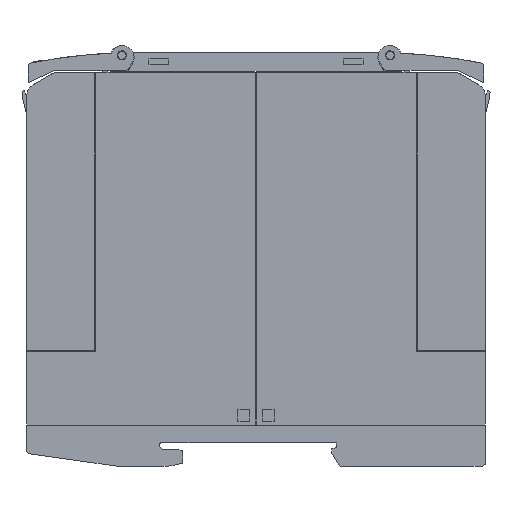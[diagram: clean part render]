
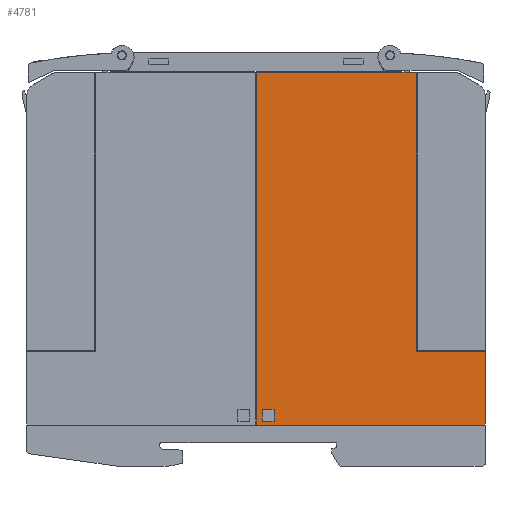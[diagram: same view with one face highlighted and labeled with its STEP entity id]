
A CAD part, left-side view. The second image highlights one B-rep face of the part: STEP entity #4781.
In plain terms, the highlighted planar face has unit normal (-1, 0, 0).
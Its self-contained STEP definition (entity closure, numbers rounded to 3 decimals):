
#4781=ADVANCED_FACE('',(#9751,#9752),#9753,.T.);
#9751=FACE_BOUND('',#14787,.T.);
#9752=FACE_OUTER_BOUND('',#14788,.T.);
#9753=PLANE('',#14789);
#14787=EDGE_LOOP('',(#29933,#29934,#29935,#29936));
#14788=EDGE_LOOP('',(#29937,#29938,#29939,#29940,#29941,#29942));
#14789=AXIS2_PLACEMENT_3D('',#29943,#29944,#29945);
#29933=ORIENTED_EDGE('',*,*,#36492,.T.);
#29934=ORIENTED_EDGE('',*,*,#36468,.T.);
#29935=ORIENTED_EDGE('',*,*,#36476,.T.);
#29936=ORIENTED_EDGE('',*,*,#36489,.T.);
#29937=ORIENTED_EDGE('',*,*,#32618,.T.);
#29938=ORIENTED_EDGE('',*,*,#32628,.T.);
#29939=ORIENTED_EDGE('',*,*,#36499,.T.);
#29940=ORIENTED_EDGE('',*,*,#36482,.F.);
#29941=ORIENTED_EDGE('',*,*,#36500,.T.);
#29942=ORIENTED_EDGE('',*,*,#36495,.T.);
#29943=CARTESIAN_POINT('',(0.0,25.949,9.001));
#29944=DIRECTION('',(-1.0,0.0,0.0));
#29945=DIRECTION('',(0.0,-1.0,0.0));
#32618=EDGE_CURVE('',#39813,#39817,#39819,.T.);
#32628=EDGE_CURVE('',#39817,#39837,#39838,.T.);
#36468=EDGE_CURVE('',#45524,#45522,#45525,.T.);
#36476=EDGE_CURVE('',#45522,#45533,#45535,.T.);
#36482=EDGE_CURVE('',#45544,#45546,#45547,.T.);
#36489=EDGE_CURVE('',#45533,#45556,#45558,.T.);
#36492=EDGE_CURVE('',#45556,#45524,#45561,.T.);
#36495=EDGE_CURVE('',#45564,#39813,#45565,.T.);
#36499=EDGE_CURVE('',#39837,#45546,#45570,.T.);
#36500=EDGE_CURVE('',#45544,#45564,#45571,.T.);
#39813=VERTEX_POINT('',#50819);
#39817=VERTEX_POINT('',#50825);
#39819=LINE('',#50828,#50829);
#39837=VERTEX_POINT('',#50855);
#39838=LINE('',#50856,#50857);
#45522=VERTEX_POINT('',#59432);
#45524=VERTEX_POINT('',#59435);
#45525=LINE('',#59436,#59437);
#45533=VERTEX_POINT('',#59449);
#45535=LINE('',#59452,#59453);
#45544=VERTEX_POINT('',#59465);
#45546=VERTEX_POINT('',#59468);
#45547=LINE('',#59469,#59470);
#45556=VERTEX_POINT('',#59483);
#45558=LINE('',#59486,#59487);
#45561=LINE('',#59491,#59492);
#45564=VERTEX_POINT('',#59495);
#45565=LINE('',#59496,#59497);
#45570=LINE('',#59504,#59505);
#45571=LINE('',#59506,#59507);
#50819=CARTESIAN_POINT('',(0.0,0.999,25.101));
#50825=CARTESIAN_POINT('',(0.0,16.099,25.101));
#50828=CARTESIAN_POINT('',(0.0,17.224,25.101));
#50829=VECTOR('',#61984,1.0);
#50855=CARTESIAN_POINT('',(0.0,16.099,85.801));
#50856=CARTESIAN_POINT('',(0.0,16.099,32.226));
#50857=VECTOR('',#61993,1.0);
#59432=CARTESIAN_POINT('',(0.0,46.999,12.401));
#59435=CARTESIAN_POINT('',(0.0,49.599,12.401));
#59436=CARTESIAN_POINT('',(0.0,37.124,12.401));
#59437=VECTOR('',#65701,1.0);
#59449=CARTESIAN_POINT('',(0.0,46.999,9.801));
#59452=CARTESIAN_POINT('',(0.0,46.999,10.051));
#59453=VECTOR('',#65707,1.0);
#59465=CARTESIAN_POINT('',(0.0,50.899,9.001));
#59468=CARTESIAN_POINT('',(0.0,50.899,85.801));
#59469=CARTESIAN_POINT('',(0.0,50.899,9.001));
#59470=VECTOR('',#65712,1.0);
#59483=CARTESIAN_POINT('',(0.0,49.599,9.801));
#59486=CARTESIAN_POINT('',(0.0,37.124,9.801));
#59487=VECTOR('',#65718,1.0);
#59491=CARTESIAN_POINT('',(0.0,49.599,10.051));
#59492=VECTOR('',#65720,1.0);
#59495=CARTESIAN_POINT('',(0.0,0.999,9.001));
#59496=CARTESIAN_POINT('',(0.0,0.999,9.001));
#59497=VECTOR('',#65721,1.0);
#59504=CARTESIAN_POINT('',(0.0,50.899,85.801));
#59505=VECTOR('',#65724,1.0);
#59506=CARTESIAN_POINT('',(0.0,50.899,9.001));
#59507=VECTOR('',#65725,1.0);
#61984=DIRECTION('',(0.0,1.0,-0.0));
#61993=DIRECTION('',(0.0,0.0,1.0));
#65701=DIRECTION('',(-0.0,-1.0,-0.0));
#65707=DIRECTION('',(-0.0,-0.0,-1.0));
#65712=DIRECTION('',(0.0,0.0,1.0));
#65718=DIRECTION('',(0.0,1.0,-0.0));
#65720=DIRECTION('',(0.0,0.0,1.0));
#65721=DIRECTION('',(0.0,0.0,1.0));
#65724=DIRECTION('',(0.0,1.0,-0.0));
#65725=DIRECTION('',(0.0,-1.0,0.0));
